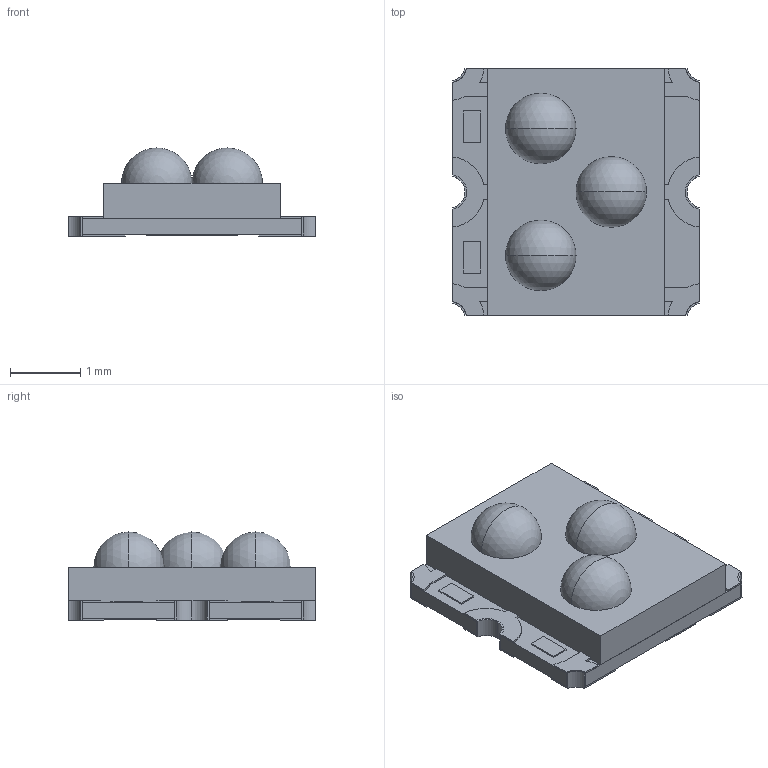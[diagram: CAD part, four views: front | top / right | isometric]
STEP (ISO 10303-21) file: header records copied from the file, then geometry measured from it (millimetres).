
FILE_DESCRIPTION (( 'STEP AP214' ), '1' );
FILE_NAME ('XZxxxxxx92W-3.STEP', '2015-09-11T18:00:59', ( '' ), ( '' ), 'SwSTEP 2.0', 'SolidWorks 2012', '' );
FILE_SCHEMA (( 'AUTOMOTIVE_DESIGN' ));
Length unit declared in the file: millimetre
Products named in the file (1): XZxxxxxx92W-3
Bounding box: 3.5 x 3.5 x 1.25 mm (x, y, z)
Surface area: 70.6 mm2 (no closed solid volume)
Topology: 0 solids, 33 shells, 203 faces, 527 edges, 337 vertices
Faces by surface type: plane 140, cylinder 57, sphere 6
Entity records: 6308 total; most frequent: CARTESIAN_POINT 1666, ORIENTED_EDGE 906, DIRECTION 881, EDGE_CURVE 515, VERTEX_POINT 331, AXIS2_PLACEMENT_3D 330, VECTOR 221, LINE 221
